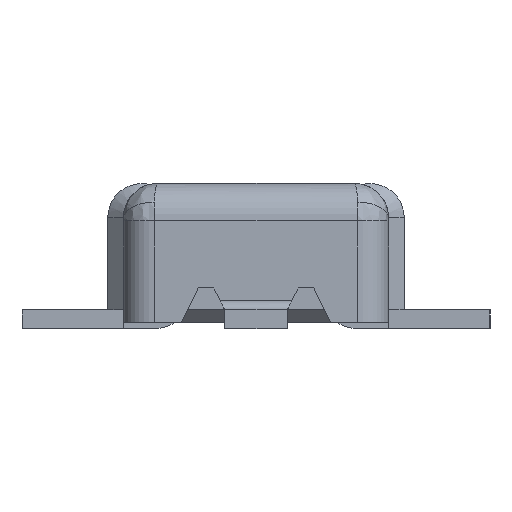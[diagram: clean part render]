
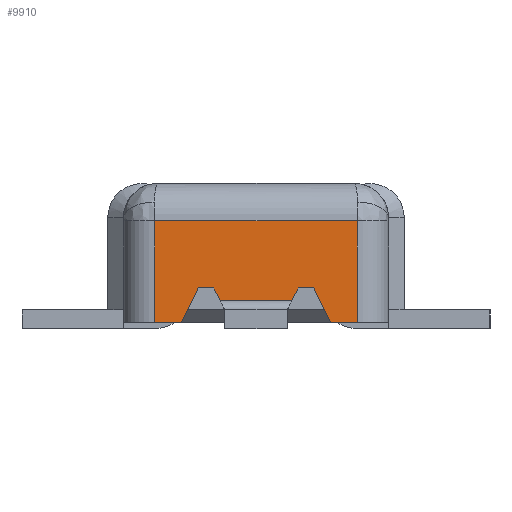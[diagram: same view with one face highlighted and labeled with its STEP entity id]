
A CAD part, left-side view. The second image highlights one B-rep face of the part: STEP entity #9910.
In plain terms, the highlighted face is planar.
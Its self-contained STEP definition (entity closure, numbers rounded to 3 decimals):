
#8080=CARTESIAN_POINT('',(-156.535,-0.37,
10.199));
#8090=VERTEX_POINT('',#8080);
#8840=CARTESIAN_POINT('',(-155.885,-0.37,
10.199));
#8850=VERTEX_POINT('',#8840);
#8880=CARTESIAN_POINT('',(-156.535,-0.37,
10.199));
#8890=DIRECTION('',(1.,0.,0.));
#8900=VECTOR('',#8890,1.);
#8910=LINE('',#8880,#8900);
#8920=EDGE_CURVE('',#8090,#8850,#8910,.T.);
#8970=CARTESIAN_POINT('',(-155.865,-0.707,
10.199));
#8980=DIRECTION('',(0.,0.,1.));
#8990=DIRECTION('',(1.,0.,-0.));
#9000=AXIS2_PLACEMENT_3D('',#8970,#8980,#8990);
#9010=PLANE('',#9000);
#9020=CARTESIAN_POINT('',(0.,-0.695,10.199));
#9030=DIRECTION('',(-1.,-0.,-0.));
#9040=VECTOR('',#9030,1.);
#9050=LINE('',#9020,#9040);
#9060=CARTESIAN_POINT('',(-156.45,-0.695,
10.199));
#9070=VERTEX_POINT('',#9060);
#9080=CARTESIAN_POINT('',(-156.535,-0.695,
10.199));
#9090=VERTEX_POINT('',#9080);
#9100=EDGE_CURVE('',#9070,#9090,#9050,.T.);
#9110=ORIENTED_EDGE('',*,*,#9100,.F.);
#9120=CARTESIAN_POINT('',(-156.535,-0.695,
10.199));
#9130=DIRECTION('',(0.,1.,0.));
#9140=VECTOR('',#9130,1.);
#9150=LINE('',#9120,#9140);
#9160=EDGE_CURVE('',#9090,#8090,#9150,.T.);
#9170=ORIENTED_EDGE('',*,*,#9160,.F.);
#9180=ORIENTED_EDGE('',*,*,#8920,.F.);
#9190=CARTESIAN_POINT('',(-155.885,-0.37,
10.199));
#9200=DIRECTION('',(0.,-1.,0.));
#9210=VECTOR('',#9200,1.);
#9220=LINE('',#9190,#9210);
#9230=CARTESIAN_POINT('',(-155.885,-0.695,
10.199));
#9240=VERTEX_POINT('',#9230);
#9250=EDGE_CURVE('',#8850,#9240,#9220,.T.);
#9260=ORIENTED_EDGE('',*,*,#9250,.F.);
#9270=CARTESIAN_POINT('',(0.,-0.695,10.199));
#9280=DIRECTION('',(1.,0.,0.));
#9290=VECTOR('',#9280,1.);
#9300=LINE('',#9270,#9290);
#9310=CARTESIAN_POINT('',(-155.97,-0.695,
10.199));
#9320=VERTEX_POINT('',#9310);
#9330=EDGE_CURVE('',#9320,#9240,#9300,.T.);
#9340=ORIENTED_EDGE('',*,*,#9330,.T.);
#9350=CARTESIAN_POINT('',(-156.318,0.,10.199));
#9360=DIRECTION('',(0.447,-0.894,0.));
#9370=VECTOR('',#9360,1.);
#9380=LINE('',#9350,#9370);
#9390=CARTESIAN_POINT('',(-156.025,-0.585,
10.199));
#9400=VERTEX_POINT('',#9390);
#9410=EDGE_CURVE('',#9400,#9320,#9380,.T.);
#9420=ORIENTED_EDGE('',*,*,#9410,.T.);
#9430=CARTESIAN_POINT('',(0.,-0.585,10.199));
#9440=DIRECTION('',(1.,0.,0.));
#9450=VECTOR('',#9440,1.);
#9460=LINE('',#9430,#9450);
#9470=CARTESIAN_POINT('',(-156.075,-0.585,
10.199));
#9480=VERTEX_POINT('',#9470);
#9490=EDGE_CURVE('',#9480,#9400,#9460,.T.);
#9500=ORIENTED_EDGE('',*,*,#9490,.T.);
#9510=CARTESIAN_POINT('',(-155.783,0.,10.199));
#9520=DIRECTION('',(-0.447,-0.894,-0.));
#9530=VECTOR('',#9520,1.);
#9540=LINE('',#9510,#9530);
#9550=CARTESIAN_POINT('',(-156.095,-0.625,
10.199));
#9560=VERTEX_POINT('',#9550);
#9570=EDGE_CURVE('',#9480,#9560,#9540,.T.);
#9580=ORIENTED_EDGE('',*,*,#9570,.F.);
#9590=CARTESIAN_POINT('',(-156.095,-0.625,
10.199));
#9600=DIRECTION('',(-1.,0.,0.));
#9610=VECTOR('',#9600,1.);
#9620=LINE('',#9590,#9610);
#9630=CARTESIAN_POINT('',(-156.325,-0.625,
10.199));
#9640=VERTEX_POINT('',#9630);
#9650=EDGE_CURVE('',#9560,#9640,#9620,.T.);
#9660=ORIENTED_EDGE('',*,*,#9650,.F.);
#9670=CARTESIAN_POINT('',(-156.637,0.,10.199));
#9680=DIRECTION('',(0.447,-0.894,0.));
#9690=VECTOR('',#9680,1.);
#9700=LINE('',#9670,#9690);
#9710=CARTESIAN_POINT('',(-156.345,-0.585,
10.199));
#9720=VERTEX_POINT('',#9710);
#9730=EDGE_CURVE('',#9720,#9640,#9700,.T.);
#9740=ORIENTED_EDGE('',*,*,#9730,.T.);
#9750=CARTESIAN_POINT('',(0.,-0.585,10.199));
#9760=DIRECTION('',(-1.,-0.,-0.));
#9770=VECTOR('',#9760,1.);
#9780=LINE('',#9750,#9770);
#9790=CARTESIAN_POINT('',(-156.395,-0.585,
10.199));
#9800=VERTEX_POINT('',#9790);
#9810=EDGE_CURVE('',#9720,#9800,#9780,.T.);
#9820=ORIENTED_EDGE('',*,*,#9810,.F.);
#9830=CARTESIAN_POINT('',(-156.103,0.,10.199));
#9840=DIRECTION('',(-0.447,-0.894,-0.));
#9850=VECTOR('',#9840,1.);
#9860=LINE('',#9830,#9850);
#9870=EDGE_CURVE('',#9800,#9070,#9860,.T.);
#9880=ORIENTED_EDGE('',*,*,#9870,.F.);
#9890=EDGE_LOOP('',(#9880,#9820,#9740,#9660,#9580,#9500,#9420,#9340,
#9260,#9180,#9170,#9110));
#9900=FACE_OUTER_BOUND('',#9890,.T.);
#9910=ADVANCED_FACE('',(#9900),#9010,.T.);
